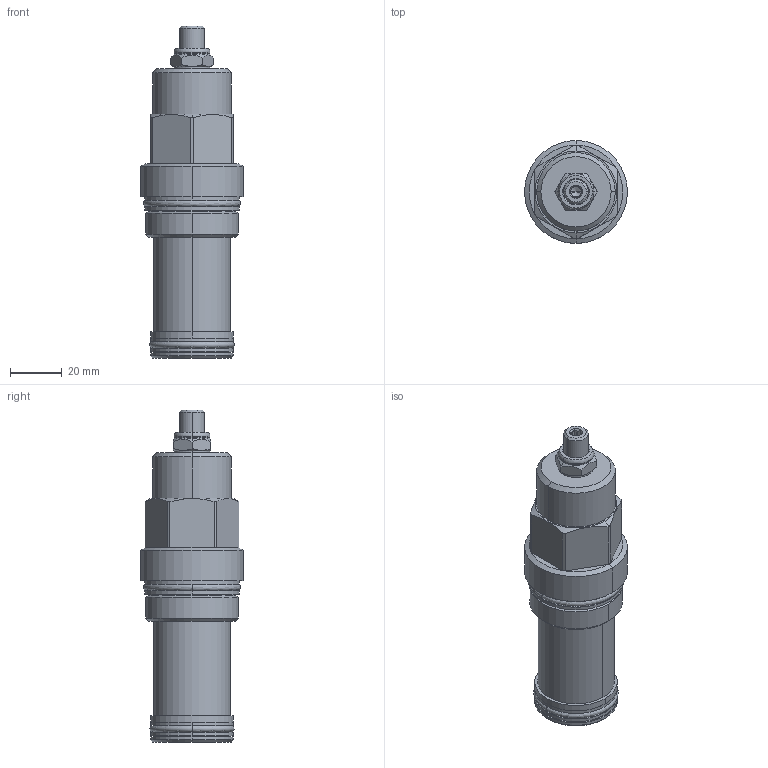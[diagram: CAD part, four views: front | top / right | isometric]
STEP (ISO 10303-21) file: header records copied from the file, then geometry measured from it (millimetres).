
FILE_DESCRIPTION((''),'2;1');
FILE_NAME('NCFB-LAN_PRT','2011-07-06T',('Administrator'),(''),'PRO/ENGINEER BY PARAMETRIC TECHNOLOGY CORPORATION, 2006240','PRO/ENGINEER BY PARAMETRIC TECHNOLOGY CORPORATION, 2006240','');
FILE_SCHEMA(('CONFIG_CONTROL_DESIGN'));
Length unit declared in the file: inch
Products named in the file (1): NCFB-LAN_PRT
Bounding box: 39.6 x 39.6 x 127.72 mm (x, y, z)
Volume: 91856.7 mm3; surface area: 20027.1 mm2
Topology: 3 solids, 5 shells, 199 faces, 450 edges, 274 vertices
Faces by surface type: cylinder 68, plane 61, cone 40, torus 22, revolution 8
Entity records: 6422 total; most frequent: CARTESIAN_POINT 1821, DIRECTION 1034, ORIENTED_EDGE 892, EDGE_CURVE 446, AXIS2_PLACEMENT_3D 435, VERTEX_POINT 274, CIRCLE 244, EDGE_LOOP 224
